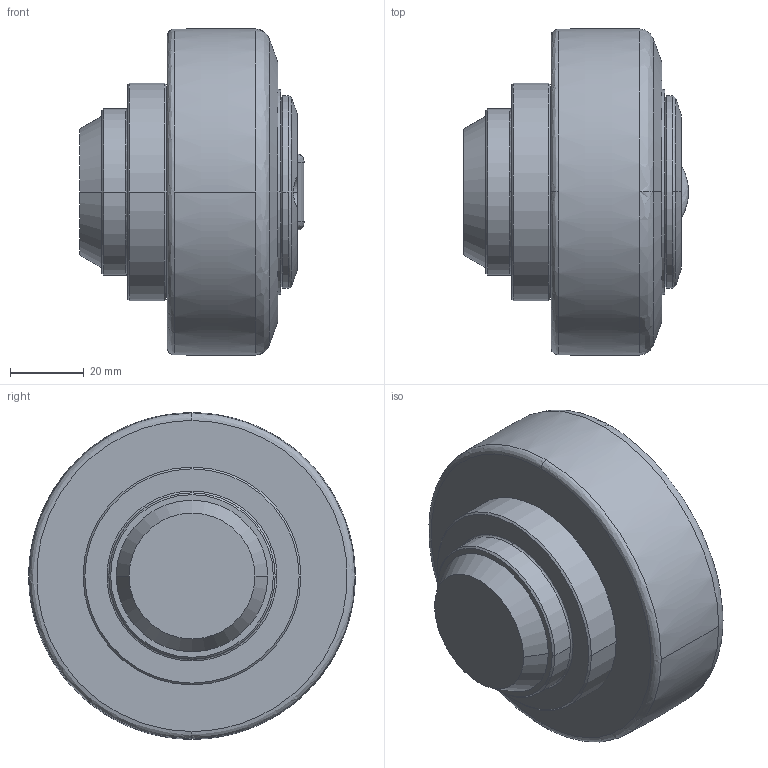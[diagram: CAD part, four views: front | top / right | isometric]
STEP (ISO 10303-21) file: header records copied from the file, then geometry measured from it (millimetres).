
FILE_DESCRIPTION (( 'STEP AP214' ), '1' );
FILE_NAME ('TR-090.0300-Rollco.step', '2023-04-28T07:38:47', ( '' ), ( '' ), 'SwSTEP 2.0', 'SolidWorks 2010', '' );
FILE_SCHEMA (( 'AUTOMOTIVE_DESIGN' ));
Length unit declared in the file: millimetre
Products named in the file (1): TR-090.0300-Rollco
Bounding box: 60.89 x 88.4 x 88.4 mm (x, y, z)
Volume: 237133.1 mm3; surface area: 24275.9 mm2
Topology: 1 solids, 1 shells, 77 faces, 170 edges, 104 vertices
Faces by surface type: cylinder 26, cone 22, bspline 14, plane 12, torus 3
Entity records: 2887 total; most frequent: CARTESIAN_POINT 939, DIRECTION 396, ORIENTED_EDGE 340, AXIS2_PLACEMENT_3D 174, EDGE_CURVE 170, CIRCLE 110, VERTEX_POINT 104, EDGE_LOOP 86
